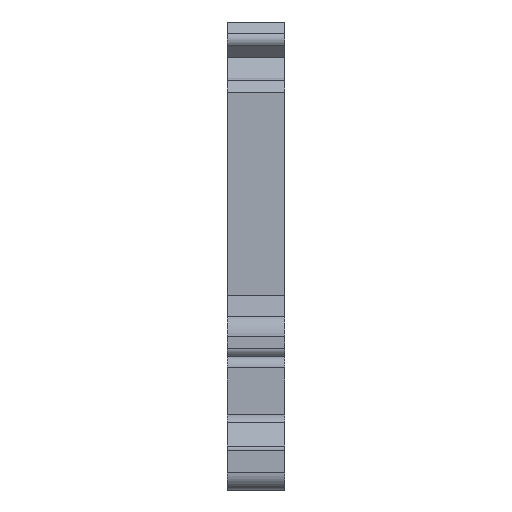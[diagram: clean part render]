
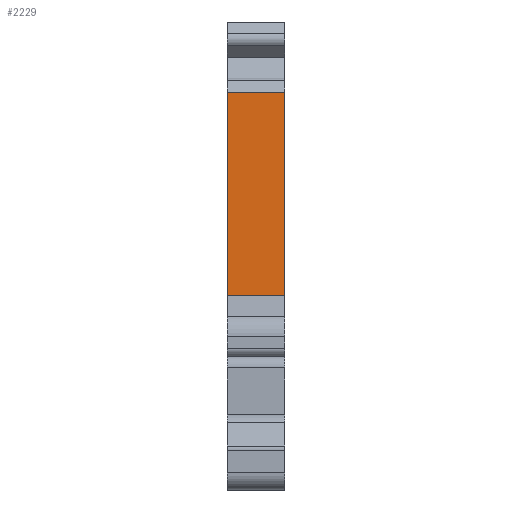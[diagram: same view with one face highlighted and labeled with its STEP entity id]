
A CAD part, left-side view. The second image highlights one B-rep face of the part: STEP entity #2229.
In plain terms, the highlighted planar face has unit normal (-1, 0, 0).
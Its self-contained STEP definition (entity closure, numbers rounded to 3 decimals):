
#451=ORIENTED_EDGE('',*,*,#1053,.T.);
#452=ORIENTED_EDGE('',*,*,#901,.T.);
#453=ORIENTED_EDGE('',*,*,#1054,.F.);
#454=ORIENTED_EDGE('',*,*,#918,.F.);
#901=EDGE_CURVE('',#1236,#1235,#1430,.T.);
#918=EDGE_CURVE('',#1252,#1253,#1442,.T.);
#1053=EDGE_CURVE('',#1252,#1236,#1547,.T.);
#1054=EDGE_CURVE('',#1253,#1235,#1548,.T.);
#1235=VERTEX_POINT('',#3361);
#1236=VERTEX_POINT('',#3363);
#1252=VERTEX_POINT('',#3396);
#1253=VERTEX_POINT('',#3398);
#1430=LINE('',#3362,#1700);
#1442=LINE('',#3397,#1712);
#1547=LINE('',#3655,#1817);
#1548=LINE('',#3657,#1818);
#1700=VECTOR('',#2656,1000.);
#1712=VECTOR('',#2680,1000.);
#1817=VECTOR('',#2895,1000.);
#1818=VECTOR('',#2898,1000.);
#1920=EDGE_LOOP('',(#451,#452,#453,#454));
#2034=FACE_BOUND('',#1920,.T.);
#2147=PLANE('',#2422);
#2229=ADVANCED_FACE('',(#2034),#2147,.F.);
#2422=AXIS2_PLACEMENT_3D('',#3656,#2896,#2897);
#2656=DIRECTION('',(0.,0.,1.));
#2680=DIRECTION('',(0.,0.,1.));
#2895=DIRECTION('',(0.,-1.,0.));
#2896=DIRECTION('',(1.,0.,0.));
#2897=DIRECTION('',(0.,0.,-1.));
#2898=DIRECTION('',(0.,-1.,0.));
#3361=CARTESIAN_POINT('',(-18.25,0.,17.803));
#3362=CARTESIAN_POINT('',(-18.25,0.,0.));
#3363=CARTESIAN_POINT('',(-18.25,0.,0.));
#3396=CARTESIAN_POINT('',(-18.25,5.,0.));
#3397=CARTESIAN_POINT('',(-18.25,5.,0.));
#3398=CARTESIAN_POINT('',(-18.25,5.,17.803));
#3655=CARTESIAN_POINT('',(-18.25,5.,0.));
#3656=CARTESIAN_POINT('',(-18.25,5.,0.));
#3657=CARTESIAN_POINT('',(-18.25,5.,17.803));
